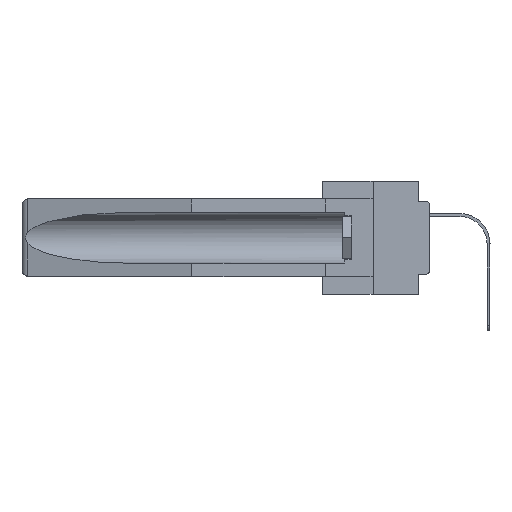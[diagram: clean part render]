
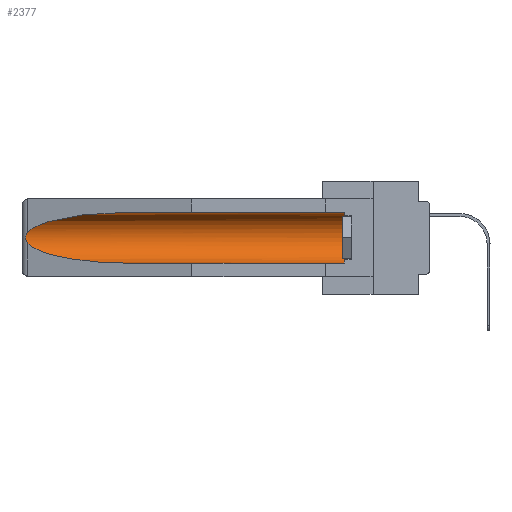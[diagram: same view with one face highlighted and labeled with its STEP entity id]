
A CAD part, left-side view. The second image highlights one B-rep face of the part: STEP entity #2377.
In plain terms, the highlighted cylindrical face has radius 2.857 mm (diameter 5.715 mm), a partial arc.
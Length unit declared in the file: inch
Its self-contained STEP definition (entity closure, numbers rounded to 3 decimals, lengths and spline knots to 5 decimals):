
#434 = CARTESIAN_POINT ( 'NONE',  ( 0.155, 1.07973, -0.284 ) ) ;
#593 = AXIS2_PLACEMENT_3D ( 'NONE', #20289, #11477, #29084 ) ;
#1255 = VERTEX_POINT ( 'NONE', #30176 ) ;
#1346 = CARTESIAN_POINT ( 'NONE',  ( 0.155, -0.30754, -0.059 ) ) ;
#1586 = EDGE_CURVE ( 'NONE', #17350, #22121, #26253, .T. ) ;
#2377 = ADVANCED_FACE ( 'NONE', ( #37721 ), #5365, .F. ) ;
#2958 = CARTESIAN_POINT ( 'NONE',  ( 0.25451, 1.48313, -0.09465 ) ) ;
#4386 = EDGE_LOOP ( 'NONE', ( #20080, #35588, #28302, #13675, #17887, #20114 ) ) ;
#4726 = CARTESIAN_POINT ( 'NONE',  ( 0.155, 1.07973, -0.059 ) ) ;
#5365 = CYLINDRICAL_SURFACE ( 'NONE', #593, 0.1125 ) ;
#6709 = CARTESIAN_POINT ( 'NONE',  ( 0.2675, 1.53308, -0.16763 ) ) ;
#8293 = B_SPLINE_CURVE_WITH_KNOTS ( 'NONE', 3,
 ( #20688, #8994, #32750, #26591, #6709, #35627, #14751, #15332, #23731, #29865 ),
 .UNSPECIFIED., .F., .F.,
 ( 4, 2, 2, 2, 4 ),
 ( 0., 0.00029, 0.00058, 0.00087, 0.00117 ),
 .UNSPECIFIED. ) ;
#8653 = CARTESIAN_POINT ( 'NONE',  ( 0.25451, 1.48313, -0.24835 ) ) ;
#8994 = CARTESIAN_POINT ( 'NONE',  ( 0.26597, 1.52961, -0.15275 ) ) ;
#9024 = CARTESIAN_POINT ( 'NONE',  ( 0.26537, 1.52718, -0.19328 ) ) ;
#9362 = VECTOR ( 'NONE', #16100, 39.37008 ) ;
#10928 = EDGE_CURVE ( 'NONE', #17570, #28877, #17470, .T. ) ;
#11477 = DIRECTION ( 'NONE',  ( 0., 1., 0. ) ) ;
#13675 = ORIENTED_EDGE ( 'NONE', *, *, #36774, .F. ) ;
#14535 = CARTESIAN_POINT ( 'NONE',  ( 0.26537, 1.52718, -0.14972 ) ) ;
#14751 = CARTESIAN_POINT ( 'NONE',  ( 0.2673, 1.53269, -0.17917 ) ) ;
#15332 = CARTESIAN_POINT ( 'NONE',  ( 0.26655, 1.53094, -0.18657 ) ) ;
#15881 = VERTEX_POINT ( 'NONE', #18799 ) ;
#16100 = DIRECTION ( 'NONE',  ( 0., 1., 0. ) ) ;
#17080 = CARTESIAN_POINT ( 'NONE',  ( 0.155, 0.126, -0.1715 ) ) ;
#17350 = VERTEX_POINT ( 'NONE', #4726 ) ;
#17470 =( BOUNDED_CURVE ( )  B_SPLINE_CURVE ( 3, ( #9024, #8653, #25865, #434 ),
 .UNSPECIFIED., .F., .T. ) 
 B_SPLINE_CURVE_WITH_KNOTS ( ( 4, 4 ),
 ( 0.1948, 1.5708 ),
 .UNSPECIFIED. ) 
 CURVE ( )  GEOMETRIC_REPRESENTATION_ITEM ( )  RATIONAL_B_SPLINE_CURVE ( ( 1., 0.848, 0.848, 1. ) ) 
 REPRESENTATION_ITEM ( '' )  );
#17570 = VERTEX_POINT ( 'NONE', #34942 ) ;
#17887 = ORIENTED_EDGE ( 'NONE', *, *, #36816, .T. ) ;
#18799 = CARTESIAN_POINT ( 'NONE',  ( 0.155, 0.126, -0.284 ) ) ;
#19558 = DIRECTION ( 'NONE',  ( 0., -1., 0. ) ) ;
#20080 = ORIENTED_EDGE ( 'NONE', *, *, #1586, .T. ) ;
#20114 = ORIENTED_EDGE ( 'NONE', *, *, #25364, .T. ) ;
#20289 = CARTESIAN_POINT ( 'NONE',  ( 0.155, -0.30754, -0.1715 ) ) ;
#20377 = CARTESIAN_POINT ( 'NONE',  ( 0.155, 1.07973, -0.059 ) ) ;
#20688 = CARTESIAN_POINT ( 'NONE',  ( 0.26537, 1.52718, -0.14972 ) ) ;
#21832 = LINE ( 'NONE', #1346, #9362 ) ;
#22121 = VERTEX_POINT ( 'NONE', #14535 ) ;
#23731 = CARTESIAN_POINT ( 'NONE',  ( 0.26597, 1.5296, -0.19026 ) ) ;
#24357 = LINE ( 'NONE', #25656, #26177 ) ;
#25364 = EDGE_CURVE ( 'NONE', #1255, #17350, #21832, .T. ) ;
#25481 = DIRECTION ( 'NONE',  ( 0., 1., 0. ) ) ;
#25656 = CARTESIAN_POINT ( 'NONE',  ( 0.155, -0.30754, -0.284 ) ) ;
#25865 = CARTESIAN_POINT ( 'NONE',  ( 0.21114, 1.30732, -0.284 ) ) ;
#26177 = VECTOR ( 'NONE', #25481, 39.37008 ) ;
#26253 =( BOUNDED_CURVE ( )  B_SPLINE_CURVE ( 3, ( #20377, #31865, #2958, #34567 ),
 .UNSPECIFIED., .F., .F. ) 
 B_SPLINE_CURVE_WITH_KNOTS ( ( 4, 4 ),
 ( 4.71239, 6.08839 ),
 .UNSPECIFIED. ) 
 CURVE ( )  GEOMETRIC_REPRESENTATION_ITEM ( )  RATIONAL_B_SPLINE_CURVE ( ( 1., 0.848, 0.848, 1. ) ) 
 REPRESENTATION_ITEM ( '' )  );
#26447 = EDGE_CURVE ( 'NONE', #22121, #17570, #8293, .T. ) ;
#26591 = CARTESIAN_POINT ( 'NONE',  ( 0.2673, 1.5327, -0.16383 ) ) ;
#28302 = ORIENTED_EDGE ( 'NONE', *, *, #10928, .T. ) ;
#28374 = CARTESIAN_POINT ( 'NONE',  ( 0.155, 1.07973, -0.284 ) ) ;
#28877 = VERTEX_POINT ( 'NONE', #28374 ) ;
#29084 = DIRECTION ( 'NONE',  ( 0., 0., 1. ) ) ;
#29425 = DIRECTION ( 'NONE',  ( 0., 0., 1. ) ) ;
#29865 = CARTESIAN_POINT ( 'NONE',  ( 0.26537, 1.52718, -0.19328 ) ) ;
#30176 = CARTESIAN_POINT ( 'NONE',  ( 0.155, 0.126, -0.059 ) ) ;
#31113 = AXIS2_PLACEMENT_3D ( 'NONE', #17080, #19558, #29425 ) ;
#31865 = CARTESIAN_POINT ( 'NONE',  ( 0.21114, 1.30732, -0.059 ) ) ;
#32750 = CARTESIAN_POINT ( 'NONE',  ( 0.26654, 1.53092, -0.15636 ) ) ;
#34567 = CARTESIAN_POINT ( 'NONE',  ( 0.26537, 1.52718, -0.14972 ) ) ;
#34942 = CARTESIAN_POINT ( 'NONE',  ( 0.26537, 1.52718, -0.19328 ) ) ;
#35588 = ORIENTED_EDGE ( 'NONE', *, *, #26447, .T. ) ;
#35627 = CARTESIAN_POINT ( 'NONE',  ( 0.2675, 1.53308, -0.17534 ) ) ;
#36774 = EDGE_CURVE ( 'NONE', #15881, #28877, #24357, .T. ) ;
#36816 = EDGE_CURVE ( 'NONE', #15881, #1255, #37825, .T. ) ;
#37721 = FACE_OUTER_BOUND ( 'NONE', #4386, .T. ) ;
#37825 = CIRCLE ( 'NONE', #31113, 0.1125 ) ;
